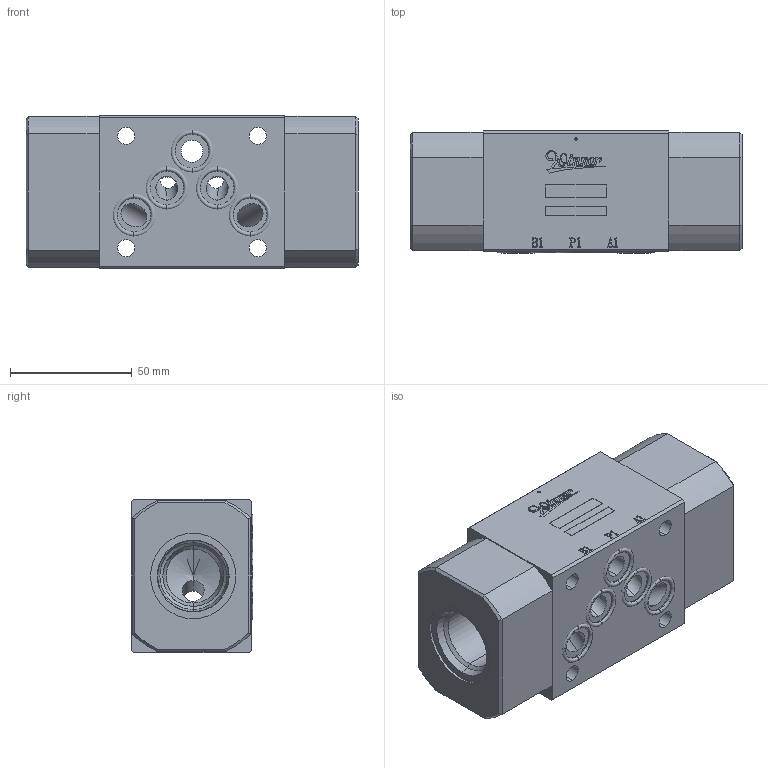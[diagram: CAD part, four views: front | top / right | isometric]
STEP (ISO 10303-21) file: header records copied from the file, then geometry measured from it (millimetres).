
FILE_DESCRIPTION (( 'STEP AP203' ), '1' );
FILE_NAME ('MH05EDT-12W2-12W2-Z01.STEP', '2025-01-10T02:47:12', ( 'user' ), ( '' ), 'SwSTEP 2.0', 'SolidWorks 2018', '' );
FILE_SCHEMA (( 'CONFIG_CONTROL_DESIGN' ));
Length unit declared in the file: millimetre
Products named in the file (3): MH05EDT-12W2-12W2-Z01; 6EC05060EDTXXN001; 4KAA014AA001_13.90
Assembly tree (6 placements, depth 2):
  MH05EDT-12W2-12W2-Z01
    4KAA014AA001_13.90  x5
    6EC05060EDTXXN001
Bounding box: 136.2 x 49.98 x 63 mm (x, y, z)
Volume: 326163.3 mm3; surface area: 58590.8 mm2
Topology: 6 solids, 6 shells, 504 faces, 1400 edges, 899 vertices
Faces by surface type: cylinder 215, plane 170, bspline 49, cone 46, torus 24
Entity records: 18625 total; most frequent: CARTESIAN_POINT 5861, ORIENTED_EDGE 2700, DIRECTION 2464, EDGE_CURVE 1350, VERTEX_POINT 883, AXIS2_PLACEMENT_3D 878, VECTOR 708, LINE 708
